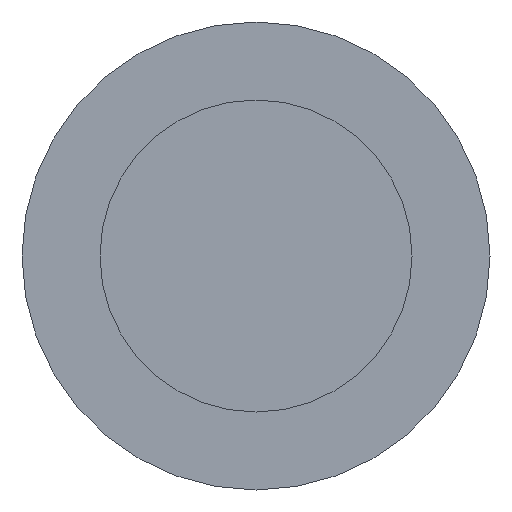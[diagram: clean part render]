
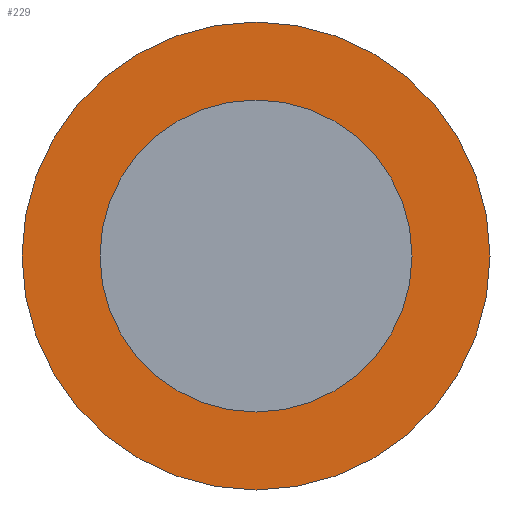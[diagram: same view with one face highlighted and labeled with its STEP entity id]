
A CAD part, front view. The second image highlights one B-rep face of the part: STEP entity #229.
In plain terms, the highlighted planar face has unit normal (0, -1, 0).
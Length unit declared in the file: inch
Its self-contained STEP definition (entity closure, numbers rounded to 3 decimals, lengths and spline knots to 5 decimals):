
#124=CARTESIAN_POINT('',(0.,43.,0.));
#125=DIRECTION('',(0.,1.,0.));
#126=DIRECTION('',(1.,0.,0.));
#127=AXIS2_PLACEMENT_3D('',#124,#125,#126);
#133=CARTESIAN_POINT('',(0.,43.,0.));
#134=DIRECTION('',(0.,1.,0.));
#135=DIRECTION('',(1.,0.,0.));
#136=AXIS2_PLACEMENT_3D('',#133,#134,#135);
#138=CARTESIAN_POINT('',(0.,43.,0.));
#139=DIRECTION('',(0.,1.,0.));
#140=DIRECTION('',(-1.,0.,0.));
#141=AXIS2_PLACEMENT_3D('',#138,#139,#140);
#161=CARTESIAN_POINT('',(0.,43.,0.));
#162=DIRECTION('',(0.,1.,0.));
#163=DIRECTION('',(-1.,0.,0.));
#164=AXIS2_PLACEMENT_3D('',#161,#162,#163);
#174=CARTESIAN_POINT('',(7.5,43.,0.));
#175=CARTESIAN_POINT('',(-7.5,43.,0.));
#176=VERTEX_POINT('',#174);
#177=VERTEX_POINT('',#175);
#182=CARTESIAN_POINT('',(5.,43.,0.));
#183=CARTESIAN_POINT('',(-5.,43.,0.));
#184=VERTEX_POINT('',#182);
#185=VERTEX_POINT('',#183);
#213=CARTESIAN_POINT('',(0.,43.,0.));
#214=DIRECTION('',(0.,1.,0.));
#215=DIRECTION('',(1.,0.,0.));
#216=AXIS2_PLACEMENT_3D('',#213,#214,#215);
#217=PLANE('',#216);
#219=ORIENTED_EDGE('',*,*,#218,.T.);
#221=ORIENTED_EDGE('',*,*,#220,.T.);
#222=EDGE_LOOP('',(#219,#221));
#223=FACE_OUTER_BOUND('',#222,.F.);
#224=ORIENTED_EDGE('',*,*,#203,.F.);
#226=ORIENTED_EDGE('',*,*,#225,.F.);
#227=EDGE_LOOP('',(#224,#226));
#228=FACE_BOUND('',#227,.F.);
#128=CIRCLE('',#127,5.);
#137=CIRCLE('',#136,7.5);
#142=CIRCLE('',#141,7.5);
#165=CIRCLE('',#164,5.);
#203=EDGE_CURVE('',#184,#185,#128,.T.);
#218=EDGE_CURVE('',#176,#177,#137,.T.);
#220=EDGE_CURVE('',#177,#176,#142,.T.);
#225=EDGE_CURVE('',#185,#184,#165,.T.);
#229=ADVANCED_FACE('',(#223,#228),#217,.F.);
